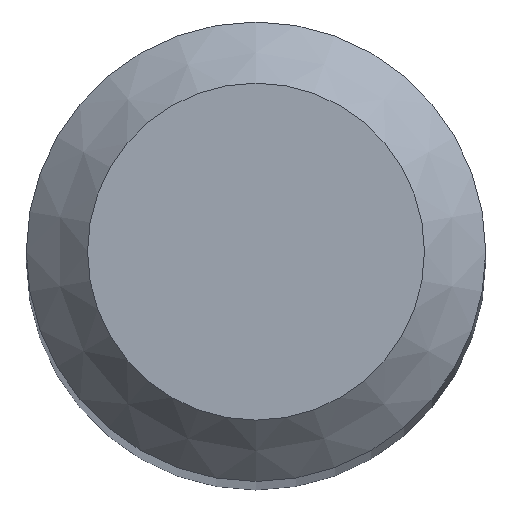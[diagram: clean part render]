
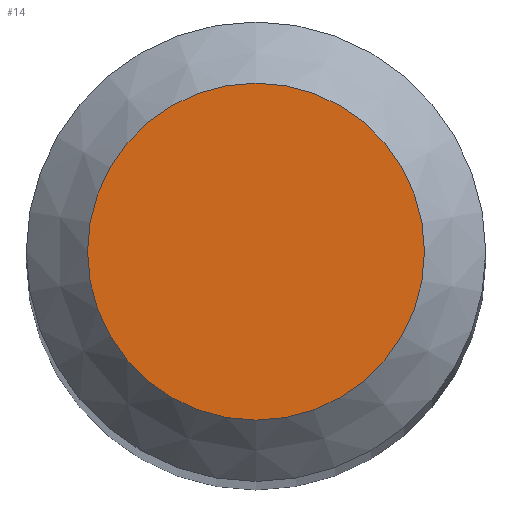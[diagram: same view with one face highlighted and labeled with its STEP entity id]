
A CAD part, top view. The second image highlights one B-rep face of the part: STEP entity #14.
In plain terms, the highlighted planar face has unit normal (0, 0, 1).
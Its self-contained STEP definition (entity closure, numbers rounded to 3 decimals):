
#2 = DIRECTION ( 'NONE',  ( 0., 1., 0. ) ) ;
#4 = EDGE_LOOP ( 'NONE', ( #56 ) ) ;
#5 = PLANE ( 'NONE',  #134 ) ;
#14 = ADVANCED_FACE ( 'NONE', ( #211 ), #5, .F. ) ;
#19 = VERTEX_POINT ( 'NONE', #104 ) ;
#51 = AXIS2_PLACEMENT_3D ( 'NONE', #218, #254, #102 ) ;
#56 = ORIENTED_EDGE ( 'NONE', *, *, #174, .F. ) ;
#88 = CARTESIAN_POINT ( 'NONE',  ( 0., 0., 43. ) ) ;
#102 = DIRECTION ( 'NONE',  ( 0., 1., 0. ) ) ;
#104 = CARTESIAN_POINT ( 'NONE',  ( 0., 1.1, 43. ) ) ;
#134 = AXIS2_PLACEMENT_3D ( 'NONE', #88, #170, #2 ) ;
#169 = CIRCLE ( 'NONE', #51, 1.1 ) ;
#170 = DIRECTION ( 'NONE',  ( 0., 0., -1. ) ) ;
#174 = EDGE_CURVE ( 'NONE', #19, #19, #169, .T. ) ;
#211 = FACE_OUTER_BOUND ( 'NONE', #4, .T. ) ;
#218 = CARTESIAN_POINT ( 'NONE',  ( 0., 0., 43. ) ) ;
#254 = DIRECTION ( 'NONE',  ( 0., 0., -1. ) ) ;
